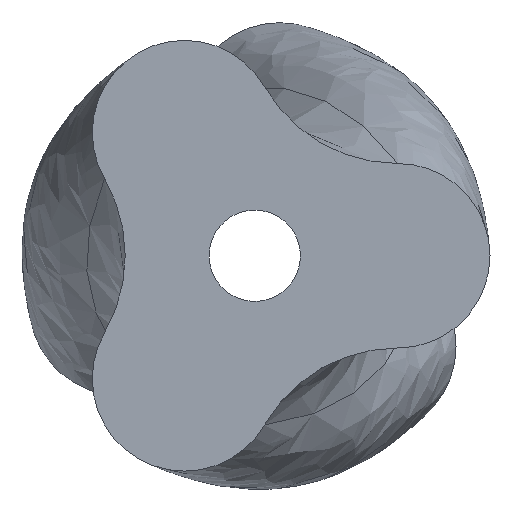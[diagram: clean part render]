
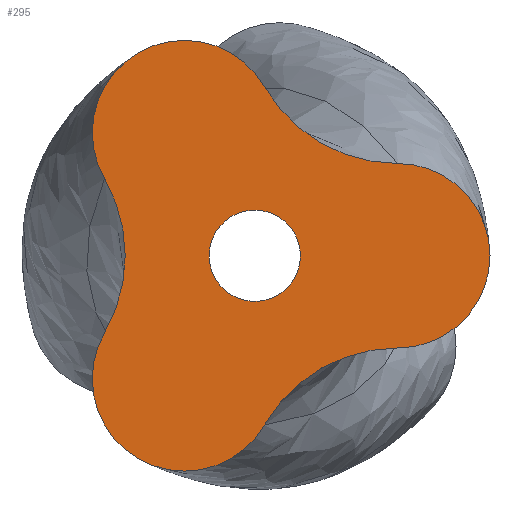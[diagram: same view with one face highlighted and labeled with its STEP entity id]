
A CAD part, front view. The second image highlights one B-rep face of the part: STEP entity #295.
In plain terms, the highlighted planar face has unit normal (0, -1, 0).
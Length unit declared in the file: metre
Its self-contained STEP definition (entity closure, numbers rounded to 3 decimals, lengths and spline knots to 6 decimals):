
#6 = CARTESIAN_POINT('NONE', (0.011811, 0, 0.00762));
#7 = VERTEX_POINT('NONE', #6);
#10 = CARTESIAN_POINT('NONE', (0.00079, 0, 0.013983));
#11 = VERTEX_POINT('NONE', #10);
#14 = CARTESIAN_POINT('NONE', (-0.012408, 0, 0.006363));
#15 = VERTEX_POINT('NONE', #14);
#18 = CARTESIAN_POINT('NONE', (-0.012408, 0, -0.006363));
#19 = VERTEX_POINT('NONE', #18);
#22 = CARTESIAN_POINT('NONE', (0.00079, 0, -0.013983));
#23 = VERTEX_POINT('NONE', #22);
#26 = CARTESIAN_POINT('NONE', (0.011811, 0, -0.00762));
#27 = VERTEX_POINT('NONE', #26);
#28 = CARTESIAN_POINT('NONE', (0.003772, 0, -0));
#29 = VERTEX_POINT('NONE', #28);
#41 = DIRECTION('NONE', (0., 0, 1));
#42 = DIRECTION('NONE', (0, 1, -0));
#43 = CARTESIAN_POINT('NONE', (0.011811, -0, 0.));
#44 = AXIS2_PLACEMENT_3D('NONE', #43, #42, #41);
#45 = CIRCLE('NONE', #44, 0.00762);
#55 = DIRECTION('NONE', (-0.866, 0, -0.5));
#56 = DIRECTION('NONE', (0, -1, -0));
#57 = CARTESIAN_POINT('NONE', (0.011811, -0, 0.020345));
#58 = AXIS2_PLACEMENT_3D('NONE', #57, #56, #55);
#59 = CIRCLE('NONE', #58, 0.012725);
#69 = DIRECTION('NONE', (-0.866, 0, -0.5));
#70 = DIRECTION('NONE', (0, 1, 0));
#71 = CARTESIAN_POINT('NONE', (-0.005809, -0, 0.010173));
#72 = AXIS2_PLACEMENT_3D('NONE', #71, #70, #69);
#73 = CIRCLE('NONE', #72, 0.00762);
#83 = DIRECTION('NONE', (0.866, 0, -0.5));
#84 = DIRECTION('NONE', (0, -1., 0));
#85 = CARTESIAN_POINT('NONE', (-0.023428, -0, 0.));
#86 = AXIS2_PLACEMENT_3D('NONE', #85, #84, #83);
#87 = CIRCLE('NONE', #86, 0.012725);
#97 = DIRECTION('NONE', (0.866, -0, -0.5));
#98 = DIRECTION('NONE', (0, 1., 0));
#99 = CARTESIAN_POINT('NONE', (-0.005809, 0, -0.010173));
#100 = AXIS2_PLACEMENT_3D('NONE', #99, #98, #97);
#101 = CIRCLE('NONE', #100, 0.00762);
#111 = DIRECTION('NONE', (0., 0, 1));
#112 = DIRECTION('NONE', (-0, -1, 0));
#113 = CARTESIAN_POINT('NONE', (0.011811, -0, -0.020345));
#114 = AXIS2_PLACEMENT_3D('NONE', #113, #112, #111);
#115 = CIRCLE('NONE', #114, 0.012725);
#120 = DIRECTION('NONE', (1, 0, -0));
#121 = DIRECTION('NONE', (0, 1, 0));
#122 = CARTESIAN_POINT('NONE', (0, 0, -0));
#123 = AXIS2_PLACEMENT_3D('NONE', #122, #121, #120);
#124 = CIRCLE('NONE', #123, 0.003772);
#132 = EDGE_CURVE('NONE', #7, #27, #45, .T.);
#135 = EDGE_CURVE('NONE', #11, #7, #59, .T.);
#138 = EDGE_CURVE('NONE', #15, #11, #73, .T.);
#141 = EDGE_CURVE('NONE', #19, #15, #87, .T.);
#144 = EDGE_CURVE('NONE', #23, #19, #101, .T.);
#147 = EDGE_CURVE('NONE', #27, #23, #115, .T.);
#149 = EDGE_CURVE('NONE', #29, #29, #124, .T.);
#229 = CARTESIAN_POINT('NONE', (0, 0, -0));
#230 = DIRECTION('NONE', (0, 1, 0));
#231 = AXIS2_PLACEMENT_3D('NONE', #229, #230, $);
#232 = PLANE('NONE', #231);
#284 = ORIENTED_EDGE('NONE', *, *, #132, .F.);
#285 = ORIENTED_EDGE('NONE', *, *, #135, .F.);
#286 = ORIENTED_EDGE('NONE', *, *, #138, .F.);
#287 = ORIENTED_EDGE('NONE', *, *, #141, .F.);
#288 = ORIENTED_EDGE('NONE', *, *, #144, .F.);
#289 = ORIENTED_EDGE('NONE', *, *, #147, .F.);
#290 = ORIENTED_EDGE('NONE', *, *, #149, .T.);
#291 = EDGE_LOOP('NONE', (#284, #285, #286, #287, #288, #289));
#292 = FACE_BOUND('NONE', #291, .T.);
#293 = EDGE_LOOP('NONE', (#290));
#294 = FACE_BOUND('NONE', #293, .T.);
#295 = ADVANCED_FACE('NONE', (#292, #294), #232, .F.);
